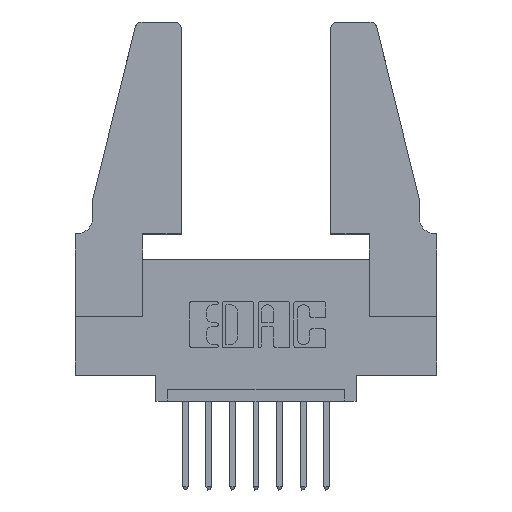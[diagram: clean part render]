
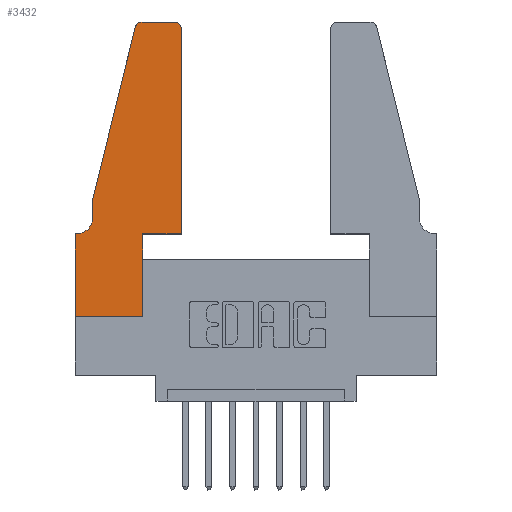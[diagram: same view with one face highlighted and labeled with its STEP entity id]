
A CAD part, top view. The second image highlights one B-rep face of the part: STEP entity #3432.
In plain terms, the highlighted planar face has unit normal (0, 0, 1).
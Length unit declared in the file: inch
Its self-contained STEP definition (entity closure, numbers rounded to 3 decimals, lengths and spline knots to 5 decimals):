
#195 = VERTEX_POINT ( 'NONE', #7094 ) ;
#425 = EDGE_CURVE ( 'NONE', #5189, #1088, #537, .T. ) ;
#507 = EDGE_CURVE ( 'NONE', #1494, #10687, #10214, .T. ) ;
#537 = LINE ( 'NONE', #9079, #8423 ) ;
#719 = CARTESIAN_POINT ( 'NONE',  ( 0.0755, 0.42, 0.37 ) ) ;
#785 = DIRECTION ( 'NONE',  ( 0., 0., 1. ) ) ;
#889 = CARTESIAN_POINT ( 'NONE',  ( 0.4505, 1.22, 0.37 ) ) ;
#1045 = VERTEX_POINT ( 'NONE', #3380 ) ;
#1088 = VERTEX_POINT ( 'NONE', #719 ) ;
#1111 = VECTOR ( 'NONE', #2568, 39.37008 ) ;
#1132 = CARTESIAN_POINT ( 'NONE',  ( 0.4505, 0.35, 0.37 ) ) ;
#1273 = LINE ( 'NONE', #5107, #9900 ) ;
#1365 = ORIENTED_EDGE ( 'NONE', *, *, #4530, .T. ) ;
#1467 = DIRECTION ( 'NONE',  ( -0.239, -0.971, 0. ) ) ;
#1494 = VERTEX_POINT ( 'NONE', #12062 ) ;
#1659 = LINE ( 'NONE', #2842, #10293 ) ;
#1715 = VERTEX_POINT ( 'NONE', #2586 ) ;
#1906 = DIRECTION ( 'NONE',  ( 1., 0., 0. ) ) ;
#1984 = EDGE_CURVE ( 'NONE', #11446, #2353, #6154, .T. ) ;
#2028 = PLANE ( 'NONE',  #8707 ) ;
#2353 = VERTEX_POINT ( 'NONE', #2558 ) ;
#2442 = CIRCLE ( 'NONE', #8952, 0.03 ) ;
#2558 = CARTESIAN_POINT ( 'NONE',  ( 0.2865, 0., 0.37 ) ) ;
#2568 = DIRECTION ( 'NONE',  ( 1., 0., 0. ) ) ;
#2586 = CARTESIAN_POINT ( 'NONE',  ( 0.4205, 1.25, 0.37 ) ) ;
#2672 = CARTESIAN_POINT ( 'NONE',  ( 0.2605, 1.25, 0.37 ) ) ;
#2842 = CARTESIAN_POINT ( 'NONE',  ( 0., 0., 0.37 ) ) ;
#3202 = EDGE_CURVE ( 'NONE', #3855, #1715, #9550, .T. ) ;
#3380 = CARTESIAN_POINT ( 'NONE',  ( 0.2865, 0.35, 0.37 ) ) ;
#3384 = CARTESIAN_POINT ( 'NONE',  ( 0., 0.35, 0.37 ) ) ;
#3432 = ADVANCED_FACE ( 'NONE', ( #6602 ), #2028, .T. ) ;
#3691 = CARTESIAN_POINT ( 'NONE',  ( 0.25487, 1.22718, 0.37 ) ) ;
#3855 = VERTEX_POINT ( 'NONE', #889 ) ;
#3962 = VECTOR ( 'NONE', #4620, 39.37008 ) ;
#4228 = CARTESIAN_POINT ( 'NONE',  ( 0., 0., 0.37 ) ) ;
#4384 = ORIENTED_EDGE ( 'NONE', *, *, #1984, .T. ) ;
#4530 = EDGE_CURVE ( 'NONE', #2353, #1045, #1273, .T. ) ;
#4618 = EDGE_CURVE ( 'NONE', #9353, #5189, #8408, .T. ) ;
#4620 = DIRECTION ( 'NONE',  ( -1., 0., 0. ) ) ;
#4677 = DIRECTION ( 'NONE',  ( 0., 0., -1. ) ) ;
#4730 = ORIENTED_EDGE ( 'NONE', *, *, #8928, .T. ) ;
#4883 = EDGE_CURVE ( 'NONE', #1045, #6834, #5309, .T. ) ;
#5045 = DIRECTION ( 'NONE',  ( 0., 1., 0. ) ) ;
#5107 = CARTESIAN_POINT ( 'NONE',  ( 0.2865, 0.35, 0.37 ) ) ;
#5189 = VERTEX_POINT ( 'NONE', #9110 ) ;
#5220 = CARTESIAN_POINT ( 'NONE',  ( 0.0755, 0.5, 0.37 ) ) ;
#5309 = LINE ( 'NONE', #9374, #6515 ) ;
#5410 = DIRECTION ( 'NONE',  ( 0., -1., 0. ) ) ;
#5674 = ORIENTED_EDGE ( 'NONE', *, *, #4883, .T. ) ;
#5679 = CARTESIAN_POINT ( 'NONE',  ( 0.0055, 0.42, 0.37 ) ) ;
#5777 = EDGE_CURVE ( 'NONE', #195, #9353, #2442, .T. ) ;
#5850 = DIRECTION ( 'NONE',  ( 1., 0., 0. ) ) ;
#6154 = LINE ( 'NONE', #11142, #1111 ) ;
#6256 = ORIENTED_EDGE ( 'NONE', *, *, #4618, .T. ) ;
#6451 = CARTESIAN_POINT ( 'NONE',  ( 0.4205, 1.22, 0.37 ) ) ;
#6515 = VECTOR ( 'NONE', #1906, 39.37008 ) ;
#6602 = FACE_OUTER_BOUND ( 'NONE', #11732, .T. ) ;
#6693 = ORIENTED_EDGE ( 'NONE', *, *, #5777, .T. ) ;
#6834 = VERTEX_POINT ( 'NONE', #8780 ) ;
#7094 = CARTESIAN_POINT ( 'NONE',  ( 0.284, 1.25, 0.37 ) ) ;
#7270 = LINE ( 'NONE', #1132, #8895 ) ;
#7437 = DIRECTION ( 'NONE',  ( 1., 0., 0. ) ) ;
#7494 = DIRECTION ( 'NONE',  ( -1., 0., 0. ) ) ;
#7545 = DIRECTION ( 'NONE',  ( -1., 0., 0. ) ) ;
#7567 = EDGE_CURVE ( 'NONE', #10687, #11446, #1659, .T. ) ;
#7572 = DIRECTION ( 'NONE',  ( 0., 0., 1. ) ) ;
#7722 = VECTOR ( 'NONE', #7545, 39.37008 ) ;
#7892 = ORIENTED_EDGE ( 'NONE', *, *, #507, .T. ) ;
#8335 = ORIENTED_EDGE ( 'NONE', *, *, #425, .T. ) ;
#8408 = LINE ( 'NONE', #5220, #9601 ) ;
#8423 = VECTOR ( 'NONE', #5410, 39.37008 ) ;
#8660 = CARTESIAN_POINT ( 'NONE',  ( 0., 0.35, 0.37 ) ) ;
#8707 = AXIS2_PLACEMENT_3D ( 'NONE', #8660, #11507, #5850 ) ;
#8780 = CARTESIAN_POINT ( 'NONE',  ( 0.4505, 0.35, 0.37 ) ) ;
#8895 = VECTOR ( 'NONE', #5045, 39.37008 ) ;
#8928 = EDGE_CURVE ( 'NONE', #1715, #195, #10847, .T. ) ;
#8952 = AXIS2_PLACEMENT_3D ( 'NONE', #12248, #7572, #10404 ) ;
#9079 = CARTESIAN_POINT ( 'NONE',  ( 0.0755, 0.5, 0.37 ) ) ;
#9110 = CARTESIAN_POINT ( 'NONE',  ( 0.0755, 0.5, 0.37 ) ) ;
#9303 = CARTESIAN_POINT ( 'NONE',  ( 0.0755, 0.35, 0.37 ) ) ;
#9353 = VERTEX_POINT ( 'NONE', #3691 ) ;
#9374 = CARTESIAN_POINT ( 'NONE',  ( 0.4505, 0.35, 0.37 ) ) ;
#9424 = AXIS2_PLACEMENT_3D ( 'NONE', #6451, #785, #7437 ) ;
#9550 = CIRCLE ( 'NONE', #9424, 0.03 ) ;
#9601 = VECTOR ( 'NONE', #1467, 39.37008 ) ;
#9855 = CIRCLE ( 'NONE', #12180, 0.07 ) ;
#9900 = VECTOR ( 'NONE', #10712, 39.37008 ) ;
#9960 = ORIENTED_EDGE ( 'NONE', *, *, #10406, .T. ) ;
#10214 = LINE ( 'NONE', #9303, #3962 ) ;
#10293 = VECTOR ( 'NONE', #12044, 39.37008 ) ;
#10404 = DIRECTION ( 'NONE',  ( 1., 0., 0. ) ) ;
#10406 = EDGE_CURVE ( 'NONE', #1088, #1494, #9855, .T. ) ;
#10687 = VERTEX_POINT ( 'NONE', #3384 ) ;
#10712 = DIRECTION ( 'NONE',  ( 0., 1., 0. ) ) ;
#10713 = ORIENTED_EDGE ( 'NONE', *, *, #11287, .T. ) ;
#10847 = LINE ( 'NONE', #2672, #7722 ) ;
#11142 = CARTESIAN_POINT ( 'NONE',  ( 0., 0., 0.37 ) ) ;
#11287 = EDGE_CURVE ( 'NONE', #6834, #3855, #7270, .T. ) ;
#11446 = VERTEX_POINT ( 'NONE', #4228 ) ;
#11507 = DIRECTION ( 'NONE',  ( 0., 0., 1. ) ) ;
#11618 = ORIENTED_EDGE ( 'NONE', *, *, #3202, .T. ) ;
#11732 = EDGE_LOOP ( 'NONE', ( #4730, #6693, #6256, #8335, #9960, #7892, #12188, #4384, #1365, #5674, #10713, #11618 ) ) ;
#12044 = DIRECTION ( 'NONE',  ( 0., -1., 0. ) ) ;
#12062 = CARTESIAN_POINT ( 'NONE',  ( 0.0055, 0.35, 0.37 ) ) ;
#12180 = AXIS2_PLACEMENT_3D ( 'NONE', #5679, #4677, #7494 ) ;
#12188 = ORIENTED_EDGE ( 'NONE', *, *, #7567, .T. ) ;
#12248 = CARTESIAN_POINT ( 'NONE',  ( 0.284, 1.22, 0.37 ) ) ;
